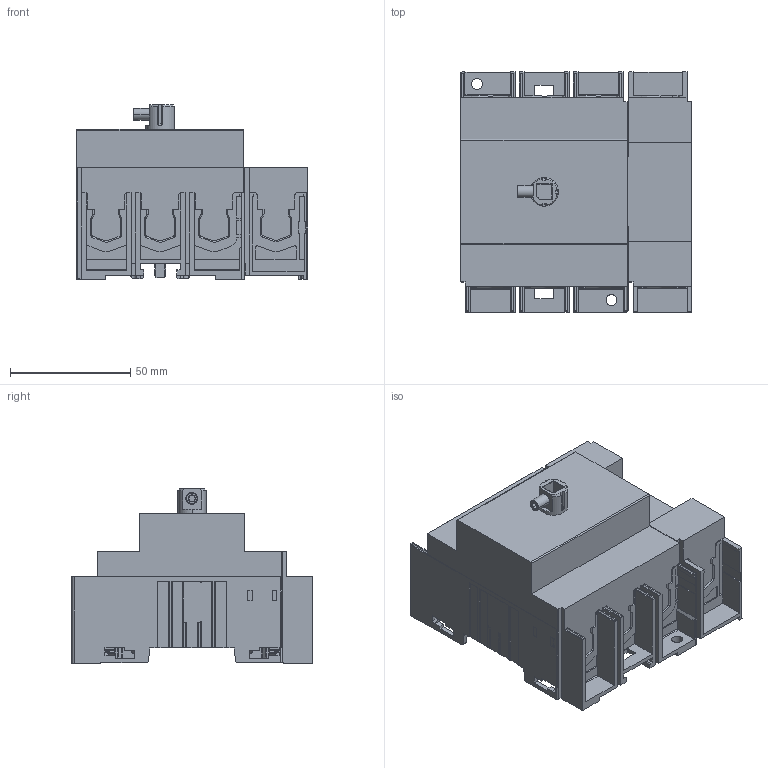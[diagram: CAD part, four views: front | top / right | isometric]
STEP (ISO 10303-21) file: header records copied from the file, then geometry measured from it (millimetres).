
FILE_DESCRIPTION((''),'2;1');
FILE_NAME('OT30F4N2_IGS','2018-07-30T',('FIALBJO'),(''),'CREO PARAMETRIC BY PTC INC, 2017480','CREO PARAMETRIC BY PTC INC, 2017480','');
FILE_SCHEMA(('AUTOMOTIVE_DESIGN { 1 0 10303 214 1 1 1 1 }'));
Length unit declared in the file: millimetre
Products named in the file (1): OT30F4N2_IGS
Bounding box: 96.5 x 100 x 72.69 mm (x, y, z)
Volume: 360670.4 mm3; surface area: 56309.8 mm2
Topology: 1 solids, 3 shells, 1000 faces, 2886 edges, 1889 vertices
Faces by surface type: plane 728, cylinder 169, cone 66, bspline 31, sphere 6
Entity records: 34849 total; most frequent: CARTESIAN_POINT 8414, ORIENTED_EDGE 5756, DIRECTION 4954, EDGE_CURVE 2878, VECTOR 2246, LINE 2246, VERTEX_POINT 1889, AXIS2_PLACEMENT_3D 1354
